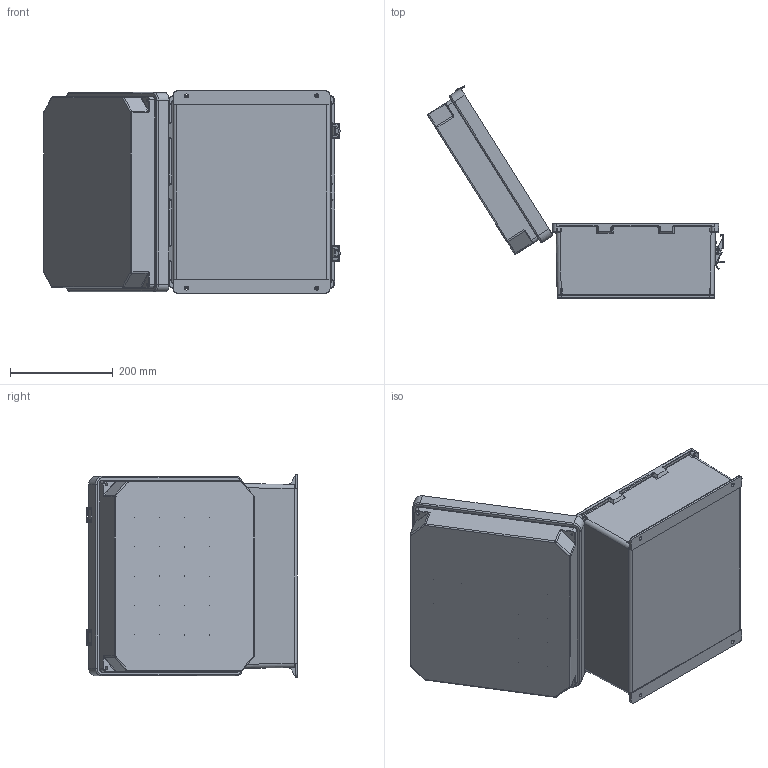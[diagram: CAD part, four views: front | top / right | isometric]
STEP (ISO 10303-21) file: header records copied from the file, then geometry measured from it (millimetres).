
FILE_DESCRIPTION (( 'STEP AP214' ), '1' );
FILE_NAME ('NB141207-KIT_3D.step', '2025-10-28T17:15:01', ( '' ), ( '' ), 'SwSTEP 2.0', 'SolidWorks 2025', '' );
FILE_SCHEMA (( 'AUTOMOTIVE_DESIGN' ));
Length unit declared in the file: inch
Products named in the file (8): NB141207-DoorClasp-1; 10-32 NEMA PLATE SCREW; NB141207-Hinge; NB141207-DoorClasp-2; HGX-NPLATE01; NB141207-Lid-2; NB141207-KIT_3D; NB141207-Box
Assembly tree (13 placements, depth 2):
  NB141207-KIT_3D
    NB141207-Box
    NB141207-Hinge  x2
    NB141207-Lid-2
    NB141207-DoorClasp-1  x2
    NB141207-DoorClasp-2  x2
    HGX-NPLATE01
    10-32 NEMA PLATE SCREW  x4
Bounding box: 578.07 x 413.05 x 394 mm (x, y, z)
Volume: 2187079.8 mm3; surface area: 1341303.8 mm2
Topology: 19 solids, 19 shells, 1843 faces, 4778 edges, 2943 vertices
Faces by surface type: cylinder 746, plane 607, cone 182, torus 152, bspline 148, sphere 8
Entity records: 43560 total; most frequent: CARTESIAN_POINT 12907, ORIENTED_EDGE 6560, DIRECTION 6280, EDGE_CURVE 3280, AXIS2_PLACEMENT_3D 2337, VERTEX_POINT 2036, VECTOR 1606, LINE 1606
